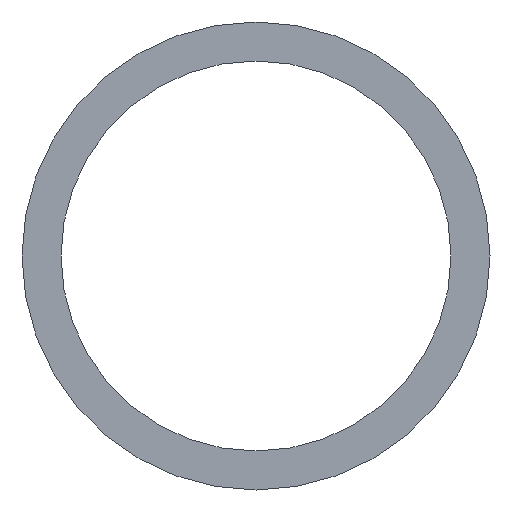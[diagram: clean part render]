
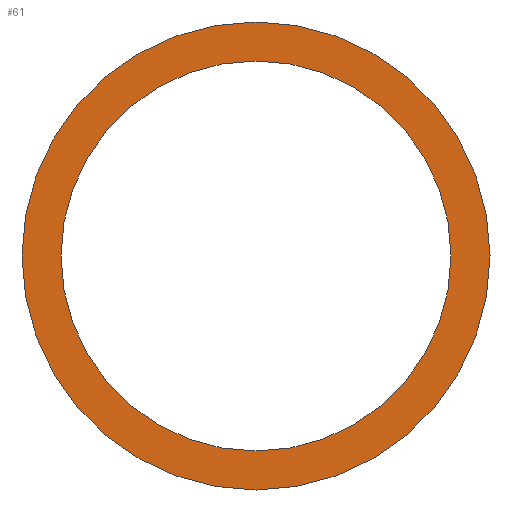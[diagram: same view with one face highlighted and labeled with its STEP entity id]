
A CAD part, front view. The second image highlights one B-rep face of the part: STEP entity #61.
In plain terms, the highlighted planar face has unit normal (0, -1, 0).
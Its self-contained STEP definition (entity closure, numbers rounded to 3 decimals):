
#3 = CIRCLE ( 'NONE', #8, 5. ) ;
#5 = AXIS2_PLACEMENT_3D ( 'NONE', #125, #127, #123 ) ;
#8 = AXIS2_PLACEMENT_3D ( 'NONE', #131, #124, #134 ) ;
#11 = CIRCLE ( 'NONE', #5, 6. ) ;
#23 = AXIS2_PLACEMENT_3D ( 'NONE', #156, #162, #180 ) ;
#27 = AXIS2_PLACEMENT_3D ( 'NONE', #176, #177, #157 ) ;
#29 = CIRCLE ( 'NONE', #27, 6. ) ;
#31 = AXIS2_PLACEMENT_3D ( 'NONE', #149, #145, #143 ) ;
#33 = CIRCLE ( 'NONE', #31, 5. ) ;
#47 = EDGE_CURVE ( 'NONE', #104, #100, #11, .T. ) ;
#50 = EDGE_CURVE ( 'NONE', #78, #87, #3, .T. ) ;
#55 = EDGE_CURVE ( 'NONE', #87, #78, #33, .T. ) ;
#57 = EDGE_CURVE ( 'NONE', #100, #104, #29, .T. ) ;
#61 = ADVANCED_FACE ( 'NONE', ( #170, #171 ), #160, .F. ) ;
#73 = EDGE_LOOP ( 'NONE', ( #90, #110 ) ) ;
#78 = VERTEX_POINT ( 'NONE', #153 ) ;
#82 = EDGE_LOOP ( 'NONE', ( #98, #84 ) ) ;
#84 = ORIENTED_EDGE ( 'NONE', *, *, #55, .T. ) ;
#87 = VERTEX_POINT ( 'NONE', #174 ) ;
#90 = ORIENTED_EDGE ( 'NONE', *, *, #47, .F. ) ;
#98 = ORIENTED_EDGE ( 'NONE', *, *, #50, .T. ) ;
#100 = VERTEX_POINT ( 'NONE', #165 ) ;
#104 = VERTEX_POINT ( 'NONE', #172 ) ;
#110 = ORIENTED_EDGE ( 'NONE', *, *, #57, .F. ) ;
#123 = DIRECTION ( 'NONE',  ( 0., 0., 1. ) ) ;
#124 = DIRECTION ( 'NONE',  ( 0., 1., 0. ) ) ;
#125 = CARTESIAN_POINT ( 'NONE',  ( 0., 0., 0. ) ) ;
#127 = DIRECTION ( 'NONE',  ( 0., 1., 0. ) ) ;
#131 = CARTESIAN_POINT ( 'NONE',  ( 0., 0., 0. ) ) ;
#134 = DIRECTION ( 'NONE',  ( 0., 0., 1. ) ) ;
#143 = DIRECTION ( 'NONE',  ( 0., 0., 1. ) ) ;
#145 = DIRECTION ( 'NONE',  ( 0., 1., 0. ) ) ;
#149 = CARTESIAN_POINT ( 'NONE',  ( 0., 0., 0. ) ) ;
#153 = CARTESIAN_POINT ( 'NONE',  ( 0., 0., -5. ) ) ;
#156 = CARTESIAN_POINT ( 'NONE',  ( 0., 0., 0. ) ) ;
#157 = DIRECTION ( 'NONE',  ( 0., 0., 1. ) ) ;
#160 = PLANE ( 'NONE',  #23 ) ;
#162 = DIRECTION ( 'NONE',  ( 0., 1., 0. ) ) ;
#165 = CARTESIAN_POINT ( 'NONE',  ( 0., 0., 6. ) ) ;
#170 = FACE_OUTER_BOUND ( 'NONE', #73, .T. ) ;
#171 = FACE_BOUND ( 'NONE', #82, .T. ) ;
#172 = CARTESIAN_POINT ( 'NONE',  ( 0., 0., -6. ) ) ;
#174 = CARTESIAN_POINT ( 'NONE',  ( 0., 0., 5. ) ) ;
#176 = CARTESIAN_POINT ( 'NONE',  ( 0., 0., 0. ) ) ;
#177 = DIRECTION ( 'NONE',  ( 0., 1., 0. ) ) ;
#180 = DIRECTION ( 'NONE',  ( 0., 0., 1. ) ) ;
